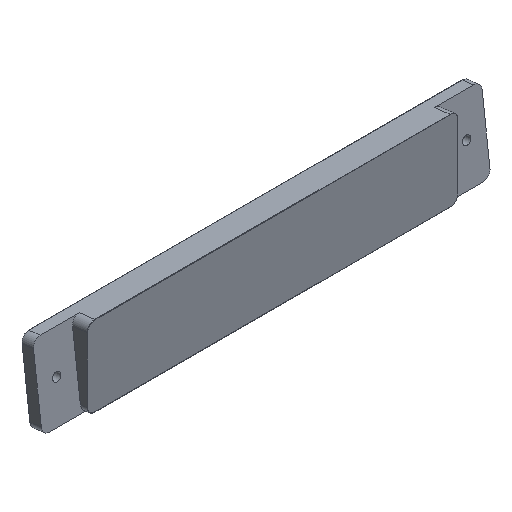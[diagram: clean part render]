
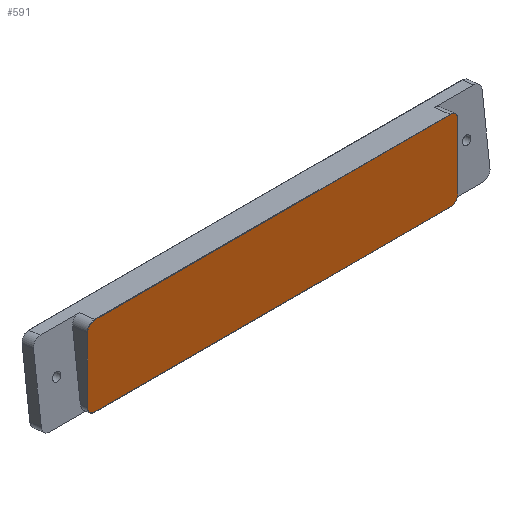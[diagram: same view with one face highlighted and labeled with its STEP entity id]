
A CAD part, isometric view. The second image highlights one B-rep face of the part: STEP entity #591.
In plain terms, the highlighted planar face has unit normal (0, -1, 0).
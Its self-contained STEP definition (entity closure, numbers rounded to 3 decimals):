
#42=B_SPLINE_CURVE_WITH_KNOTS('',3,(#953,#954,#955,#956,#957),
 .UNSPECIFIED.,.F.,.F.,(4,1,4),(0.,0.5,1.),.UNSPECIFIED.);
#43=B_SPLINE_CURVE_WITH_KNOTS('',3,(#961,#962,#963,#964,#965),
 .UNSPECIFIED.,.F.,.F.,(4,1,4),(0.,0.5,1.),.UNSPECIFIED.);
#44=B_SPLINE_CURVE_WITH_KNOTS('',3,(#969,#970,#971,#972,#973),
 .UNSPECIFIED.,.F.,.F.,(4,1,4),(0.,0.5,1.),.UNSPECIFIED.);
#45=B_SPLINE_CURVE_WITH_KNOTS('',3,(#977,#978,#979,#980,#981),
 .UNSPECIFIED.,.F.,.F.,(4,1,4),(0.,0.5,1.),.UNSPECIFIED.);
#95=LINE('',#950,#143);
#96=LINE('',#959,#144);
#97=LINE('',#967,#145);
#98=LINE('',#975,#146);
#143=VECTOR('',#775,1000.);
#144=VECTOR('',#776,1000.);
#145=VECTOR('',#777,1000.);
#146=VECTOR('',#778,1000.);
#213=ORIENTED_EDGE('',*,*,#373,.T.);
#214=ORIENTED_EDGE('',*,*,#374,.T.);
#215=ORIENTED_EDGE('',*,*,#375,.T.);
#216=ORIENTED_EDGE('',*,*,#376,.T.);
#217=ORIENTED_EDGE('',*,*,#377,.T.);
#218=ORIENTED_EDGE('',*,*,#378,.T.);
#219=ORIENTED_EDGE('',*,*,#379,.T.);
#220=ORIENTED_EDGE('',*,*,#380,.T.);
#373=EDGE_CURVE('',#449,#450,#95,.T.);
#374=EDGE_CURVE('',#450,#451,#42,.T.);
#375=EDGE_CURVE('',#451,#452,#96,.T.);
#376=EDGE_CURVE('',#452,#453,#43,.T.);
#377=EDGE_CURVE('',#453,#454,#97,.T.);
#378=EDGE_CURVE('',#454,#455,#44,.T.);
#379=EDGE_CURVE('',#455,#456,#98,.T.);
#380=EDGE_CURVE('',#456,#449,#45,.T.);
#449=VERTEX_POINT('',#951);
#450=VERTEX_POINT('',#952);
#451=VERTEX_POINT('',#958);
#452=VERTEX_POINT('',#960);
#453=VERTEX_POINT('',#966);
#454=VERTEX_POINT('',#968);
#455=VERTEX_POINT('',#974);
#456=VERTEX_POINT('',#976);
#489=EDGE_LOOP('',(#213,#214,#215,#216,#217,#218,#219,#220));
#531=FACE_BOUND('',#489,.T.);
#571=PLANE('',#658);
#591=ADVANCED_FACE('',(#531),#571,.T.);
#658=AXIS2_PLACEMENT_3D('',#949,#773,#774);
#773=DIRECTION('',(0.,-1.,0.));
#774=DIRECTION('',(1.,0.,0.));
#775=DIRECTION('',(1.,0.,0.));
#776=DIRECTION('',(0.,0.,1.));
#777=DIRECTION('',(-1.,0.,0.));
#778=DIRECTION('',(0.,0.,-1.));
#949=CARTESIAN_POINT('',(166.688,17.5,-26.194));
#950=CARTESIAN_POINT('',(166.688,17.5,-30.573));
#951=CARTESIAN_POINT('',(75.688,17.5,-30.573));
#952=CARTESIAN_POINT('',(257.688,17.5,-30.573));
#953=CARTESIAN_POINT('',(257.688,17.5,-30.573));
#954=CARTESIAN_POINT('',(258.682,17.5,-30.573));
#955=CARTESIAN_POINT('',(260.667,17.5,-29.739));
#956=CARTESIAN_POINT('',(261.484,17.5,-27.753));
#957=CARTESIAN_POINT('',(261.488,17.5,-26.756));
#958=CARTESIAN_POINT('',(261.488,17.5,-26.756));
#959=CARTESIAN_POINT('',(261.488,17.5,6.504));
#960=CARTESIAN_POINT('',(261.488,17.5,6.492));
#961=CARTESIAN_POINT('',(261.487,17.5,6.492));
#962=CARTESIAN_POINT('',(261.491,17.5,7.492));
#963=CARTESIAN_POINT('',(260.678,17.5,9.492));
#964=CARTESIAN_POINT('',(258.687,17.5,10.333));
#965=CARTESIAN_POINT('',(257.688,17.5,10.333));
#966=CARTESIAN_POINT('',(257.688,17.5,10.333));
#967=CARTESIAN_POINT('',(166.688,17.5,10.333));
#968=CARTESIAN_POINT('',(75.688,17.5,10.333));
#969=CARTESIAN_POINT('',(75.688,17.5,10.333));
#970=CARTESIAN_POINT('',(74.688,17.5,10.333));
#971=CARTESIAN_POINT('',(72.697,17.5,9.493));
#972=CARTESIAN_POINT('',(71.884,17.5,7.492));
#973=CARTESIAN_POINT('',(71.888,17.5,6.492));
#974=CARTESIAN_POINT('',(71.888,17.5,6.492));
#975=CARTESIAN_POINT('',(71.888,17.5,-26.744));
#976=CARTESIAN_POINT('',(71.888,17.5,-26.756));
#977=CARTESIAN_POINT('',(71.888,17.5,-26.756));
#978=CARTESIAN_POINT('',(71.891,17.5,-27.753));
#979=CARTESIAN_POINT('',(72.709,17.5,-29.739));
#980=CARTESIAN_POINT('',(74.692,17.5,-30.573));
#981=CARTESIAN_POINT('',(75.688,17.5,-30.573));
